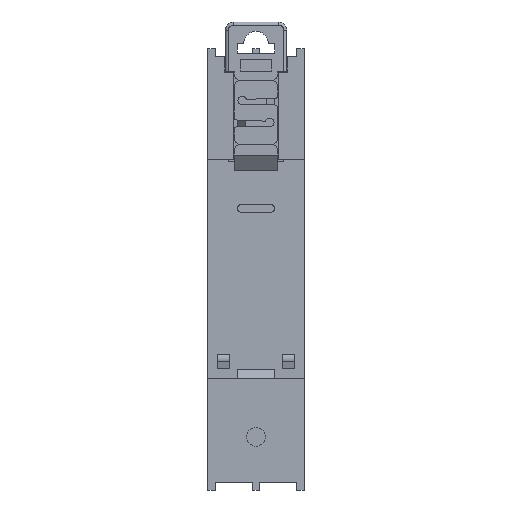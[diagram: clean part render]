
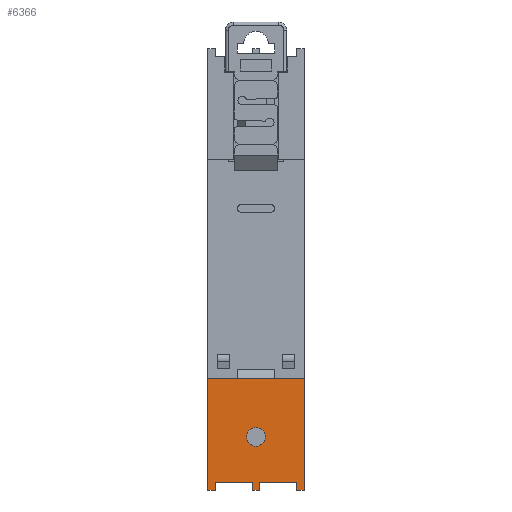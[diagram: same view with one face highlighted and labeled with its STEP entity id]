
A CAD part, front view. The second image highlights one B-rep face of the part: STEP entity #6366.
In plain terms, the highlighted planar face has unit normal (0, -1, 0).
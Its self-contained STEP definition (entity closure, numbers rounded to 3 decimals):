
#3 = DIRECTION ( 'NONE',  ( 0., 0., -1. ) ) ;
#101 = CARTESIAN_POINT ( 'NONE',  ( -0.55, 0., -30.25 ) ) ;
#184 = CARTESIAN_POINT ( 'NONE',  ( -0.55, 0., -34.25 ) ) ;
#224 = CARTESIAN_POINT ( 'NONE',  ( -7.15, 0., -35.5 ) ) ;
#582 = DIRECTION ( 'NONE',  ( 1., 0., 0. ) ) ;
#758 = VECTOR ( 'NONE', #30718, 1000. ) ;
#1803 = CARTESIAN_POINT ( 'NONE',  ( 0.55, 0., -30.25 ) ) ;
#3775 = VECTOR ( 'NONE', #32659, 1000. ) ;
#4240 = CARTESIAN_POINT ( 'NONE',  ( 0., 0., -26.95 ) ) ;
#5390 = VECTOR ( 'NONE', #582, 1000. ) ;
#5991 = CARTESIAN_POINT ( 'NONE',  ( 7.75, 0., -35.5 ) ) ;
#6119 = LINE ( 'NONE', #33480, #10103 ) ;
#6362 = CARTESIAN_POINT ( 'NONE',  ( 0., 0., -35.5 ) ) ;
#6366 = ADVANCED_FACE ( 'NONE', ( #6380, #28496 ), #20161, .T. ) ;
#6380 = FACE_BOUND ( 'NONE', #7419, .T. ) ;
#6603 = DIRECTION ( 'NONE',  ( 0., 0., 1. ) ) ;
#6662 = CARTESIAN_POINT ( 'NONE',  ( 7.75, 0., -17.6 ) ) ;
#6707 = ORIENTED_EDGE ( 'NONE', *, *, #34084, .T. ) ;
#6817 = CIRCLE ( 'NONE', #27093, 1.5 ) ;
#6884 = EDGE_CURVE ( 'NONE', #18431, #26236, #20646, .T. ) ;
#7130 = ORIENTED_EDGE ( 'NONE', *, *, #30566, .T. ) ;
#7419 = EDGE_LOOP ( 'NONE', ( #17605, #21228 ) ) ;
#7558 = EDGE_CURVE ( 'NONE', #16212, #12500, #11700, .T. ) ;
#7610 = CARTESIAN_POINT ( 'NONE',  ( 6.55, 0., -35.5 ) ) ;
#7787 = DIRECTION ( 'NONE',  ( -1., 0., 0. ) ) ;
#8672 = DIRECTION ( 'NONE',  ( 1., 0., 0. ) ) ;
#8941 = VECTOR ( 'NONE', #10908, 1000. ) ;
#9496 = DIRECTION ( 'NONE',  ( 0., 1., 0. ) ) ;
#9501 = EDGE_CURVE ( 'NONE', #16212, #21056, #24506, .T. ) ;
#9778 = LINE ( 'NONE', #34784, #30426 ) ;
#9879 = VERTEX_POINT ( 'NONE', #6662 ) ;
#10103 = VECTOR ( 'NONE', #8672, 1000. ) ;
#10367 = CARTESIAN_POINT ( 'NONE',  ( 0., 0., -17.6 ) ) ;
#10866 = EDGE_CURVE ( 'NONE', #32879, #21056, #13810, .T. ) ;
#10908 = DIRECTION ( 'NONE',  ( 0., 0., -1. ) ) ;
#10923 = VECTOR ( 'NONE', #21425, 1000. ) ;
#11197 = CARTESIAN_POINT ( 'NONE',  ( 7.75, 0., -26.55 ) ) ;
#11404 = CARTESIAN_POINT ( 'NONE',  ( -7.75, 0., -17.6 ) ) ;
#11700 = LINE ( 'NONE', #17313, #758 ) ;
#12450 = EDGE_CURVE ( 'NONE', #34558, #32879, #13772, .T. ) ;
#12500 = VERTEX_POINT ( 'NONE', #184 ) ;
#12537 = CARTESIAN_POINT ( 'NONE',  ( 0., 0., -17.6 ) ) ;
#12579 = DIRECTION ( 'NONE',  ( 0., 0., 1. ) ) ;
#13254 = ORIENTED_EDGE ( 'NONE', *, *, #16229, .T. ) ;
#13772 = LINE ( 'NONE', #22282, #14875 ) ;
#13810 = LINE ( 'NONE', #224, #3775 ) ;
#13890 = CARTESIAN_POINT ( 'NONE',  ( -6.55, 0., -35.5 ) ) ;
#13907 = DIRECTION ( 'NONE',  ( 0., 0., 1. ) ) ;
#14541 = CARTESIAN_POINT ( 'NONE',  ( -7.75, 0., -17.6 ) ) ;
#14875 = VECTOR ( 'NONE', #3, 1000. ) ;
#15019 = LINE ( 'NONE', #23362, #31860 ) ;
#15515 = CARTESIAN_POINT ( 'NONE',  ( 0.55, 0., -34.25 ) ) ;
#15830 = ORIENTED_EDGE ( 'NONE', *, *, #10866, .T. ) ;
#16164 = CARTESIAN_POINT ( 'NONE',  ( 3., 0., -17.6 ) ) ;
#16212 = VERTEX_POINT ( 'NONE', #35792 ) ;
#16229 = EDGE_CURVE ( 'NONE', #12500, #23399, #30708, .T. ) ;
#17313 = CARTESIAN_POINT ( 'NONE',  ( 0., 0., -34.25 ) ) ;
#17605 = ORIENTED_EDGE ( 'NONE', *, *, #21545, .T. ) ;
#17655 = CARTESIAN_POINT ( 'NONE',  ( 6.55, 0., -34.25 ) ) ;
#18161 = DIRECTION ( 'NONE',  ( -1., 0., 0. ) ) ;
#18315 = ORIENTED_EDGE ( 'NONE', *, *, #6884, .T. ) ;
#18431 = VERTEX_POINT ( 'NONE', #24004 ) ;
#18810 = VERTEX_POINT ( 'NONE', #28848 ) ;
#19060 = CARTESIAN_POINT ( 'NONE',  ( -0.55, 0., -35.5 ) ) ;
#19894 = VERTEX_POINT ( 'NONE', #22721 ) ;
#19935 = DIRECTION ( 'NONE',  ( 1., 0., 0. ) ) ;
#20161 = PLANE ( 'NONE',  #27861 ) ;
#20646 = LINE ( 'NONE', #1803, #34239 ) ;
#21048 = AXIS2_PLACEMENT_3D ( 'NONE', #23818, #9496, #6603 ) ;
#21056 = VERTEX_POINT ( 'NONE', #13890 ) ;
#21228 = ORIENTED_EDGE ( 'NONE', *, *, #27879, .T. ) ;
#21425 = DIRECTION ( 'NONE',  ( -1., 0., 0. ) ) ;
#21531 = VERTEX_POINT ( 'NONE', #17655 ) ;
#21545 = EDGE_CURVE ( 'NONE', #19894, #34793, #32610, .T. ) ;
#22206 = DIRECTION ( 'NONE',  ( 0., 0., -1. ) ) ;
#22248 = VERTEX_POINT ( 'NONE', #5991 ) ;
#22282 = CARTESIAN_POINT ( 'NONE',  ( -7.75, 0., -26.55 ) ) ;
#22311 = VECTOR ( 'NONE', #18161, 1000. ) ;
#22685 = EDGE_CURVE ( 'NONE', #23764, #22248, #6119, .T. ) ;
#22721 = CARTESIAN_POINT ( 'NONE',  ( 0., 0., -25.45 ) ) ;
#23136 = EDGE_CURVE ( 'NONE', #9879, #23402, #26677, .T. ) ;
#23362 = CARTESIAN_POINT ( 'NONE',  ( 0., 0., -34.25 ) ) ;
#23399 = VERTEX_POINT ( 'NONE', #19060 ) ;
#23402 = VERTEX_POINT ( 'NONE', #16164 ) ;
#23526 = ORIENTED_EDGE ( 'NONE', *, *, #7558, .T. ) ;
#23629 = EDGE_CURVE ( 'NONE', #23764, #21531, #9778, .T. ) ;
#23764 = VERTEX_POINT ( 'NONE', #7610 ) ;
#23818 = CARTESIAN_POINT ( 'NONE',  ( 0., 0., -26.95 ) ) ;
#24004 = CARTESIAN_POINT ( 'NONE',  ( 0.55, 0., -35.5 ) ) ;
#24109 = ORIENTED_EDGE ( 'NONE', *, *, #28796, .T. ) ;
#24141 = LINE ( 'NONE', #10367, #10923 ) ;
#24455 = LINE ( 'NONE', #32605, #25975 ) ;
#24506 = LINE ( 'NONE', #35551, #8941 ) ;
#25601 = DIRECTION ( 'NONE',  ( 0., 0., -1. ) ) ;
#25616 = ORIENTED_EDGE ( 'NONE', *, *, #29640, .T. ) ;
#25975 = VECTOR ( 'NONE', #7787, 1000. ) ;
#26236 = VERTEX_POINT ( 'NONE', #15515 ) ;
#26677 = LINE ( 'NONE', #12537, #22311 ) ;
#27093 = AXIS2_PLACEMENT_3D ( 'NONE', #4240, #32142, #12579 ) ;
#27617 = ORIENTED_EDGE ( 'NONE', *, *, #28450, .T. ) ;
#27683 = LINE ( 'NONE', #11197, #35857 ) ;
#27861 = AXIS2_PLACEMENT_3D ( 'NONE', #14541, #34279, #25601 ) ;
#27879 = EDGE_CURVE ( 'NONE', #34793, #19894, #6817, .T. ) ;
#28296 = LINE ( 'NONE', #6362, #5390 ) ;
#28450 = EDGE_CURVE ( 'NONE', #18810, #34558, #24141, .T. ) ;
#28496 = FACE_OUTER_BOUND ( 'NONE', #32334, .T. ) ;
#28796 = EDGE_CURVE ( 'NONE', #23402, #18810, #24455, .T. ) ;
#28806 = DIRECTION ( 'NONE',  ( 0., 0., 1. ) ) ;
#28848 = CARTESIAN_POINT ( 'NONE',  ( -3., 0., -17.6 ) ) ;
#29328 = DIRECTION ( 'NONE',  ( 0., 0., 1. ) ) ;
#29458 = VECTOR ( 'NONE', #22206, 1000. ) ;
#29640 = EDGE_CURVE ( 'NONE', #22248, #9879, #27683, .T. ) ;
#29904 = ORIENTED_EDGE ( 'NONE', *, *, #23136, .T. ) ;
#30323 = ORIENTED_EDGE ( 'NONE', *, *, #23629, .F. ) ;
#30426 = VECTOR ( 'NONE', #28806, 1000. ) ;
#30566 = EDGE_CURVE ( 'NONE', #26236, #21531, #15019, .T. ) ;
#30708 = LINE ( 'NONE', #101, #29458 ) ;
#30718 = DIRECTION ( 'NONE',  ( 1., 0., 0. ) ) ;
#31256 = ORIENTED_EDGE ( 'NONE', *, *, #22685, .T. ) ;
#31860 = VECTOR ( 'NONE', #19935, 1000. ) ;
#32142 = DIRECTION ( 'NONE',  ( 0., 1., 0. ) ) ;
#32334 = EDGE_LOOP ( 'NONE', ( #30323, #31256, #25616, #29904, #24109, #27617, #35587, #15830, #32511, #23526, #13254, #6707, #18315, #7130 ) ) ;
#32511 = ORIENTED_EDGE ( 'NONE', *, *, #9501, .F. ) ;
#32605 = CARTESIAN_POINT ( 'NONE',  ( 0., 0., -17.6 ) ) ;
#32610 = CIRCLE ( 'NONE', #21048, 1.5 ) ;
#32659 = DIRECTION ( 'NONE',  ( 1., 0., 0. ) ) ;
#32748 = CARTESIAN_POINT ( 'NONE',  ( 0., 0., -28.45 ) ) ;
#32879 = VERTEX_POINT ( 'NONE', #33393 ) ;
#33393 = CARTESIAN_POINT ( 'NONE',  ( -7.75, 0., -35.5 ) ) ;
#33480 = CARTESIAN_POINT ( 'NONE',  ( 7.15, 0., -35.5 ) ) ;
#34084 = EDGE_CURVE ( 'NONE', #23399, #18431, #28296, .T. ) ;
#34239 = VECTOR ( 'NONE', #29328, 1000. ) ;
#34279 = DIRECTION ( 'NONE',  ( 0., -1., 0. ) ) ;
#34558 = VERTEX_POINT ( 'NONE', #11404 ) ;
#34784 = CARTESIAN_POINT ( 'NONE',  ( 6.55, 0., -30.25 ) ) ;
#34793 = VERTEX_POINT ( 'NONE', #32748 ) ;
#35551 = CARTESIAN_POINT ( 'NONE',  ( -6.55, 0., -30.25 ) ) ;
#35587 = ORIENTED_EDGE ( 'NONE', *, *, #12450, .T. ) ;
#35792 = CARTESIAN_POINT ( 'NONE',  ( -6.55, 0., -34.25 ) ) ;
#35857 = VECTOR ( 'NONE', #13907, 1000. ) ;
